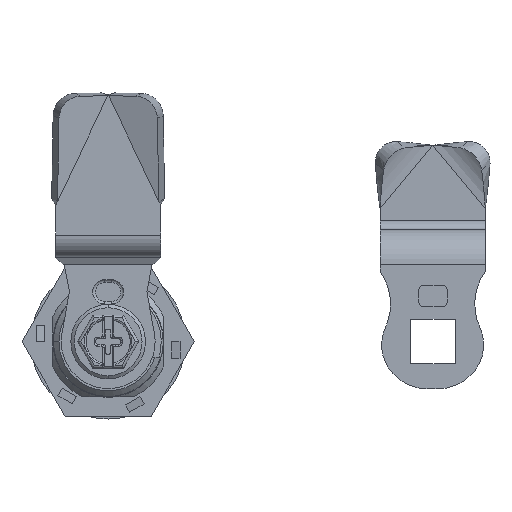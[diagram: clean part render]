
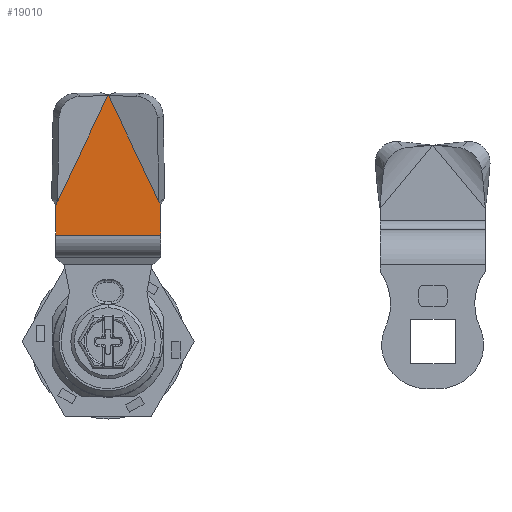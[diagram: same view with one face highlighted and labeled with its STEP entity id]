
A CAD part, front view. The second image highlights one B-rep face of the part: STEP entity #19010.
In plain terms, the highlighted planar face has unit normal (0, -1, 0).
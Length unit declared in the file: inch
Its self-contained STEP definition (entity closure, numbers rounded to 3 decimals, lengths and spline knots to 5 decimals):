
#600 = EDGE_CURVE ( 'NONE', #11039, #5115, #10987, .T. ) ;
#1775 = EDGE_CURVE ( 'NONE', #20347, #7588, #21310, .T. ) ;
#1824 = B_SPLINE_CURVE_WITH_KNOTS ( 'NONE', 3,
 ( #8283, #6933, #3059, #10608 ),
 .UNSPECIFIED., .F., .F.,
 ( 4, 4 ),
 ( 0., 1. ),
 .UNSPECIFIED. ) ;
#1838 = EDGE_CURVE ( 'NONE', #11039, #11030, #6788, .T. ) ;
#2313 = VERTEX_POINT ( 'NONE', #14847 ) ;
#2364 = DIRECTION ( 'NONE',  ( 0.429, 0., 0.903 ) ) ;
#3059 = CARTESIAN_POINT ( 'NONE',  ( -0.00104, -1.25874, 1.75575 ) ) ;
#3497 = CARTESIAN_POINT ( 'NONE',  ( 0.36055, -1.25874, 0.99876 ) ) ;
#3868 = CARTESIAN_POINT ( 'NONE',  ( -0.37405, -1.25874, 0.97047 ) ) ;
#4360 = DIRECTION ( 'NONE',  ( 0.429, 0., -0.903 ) ) ;
#4998 = ORIENTED_EDGE ( 'NONE', *, *, #1838, .T. ) ;
#5115 = VERTEX_POINT ( 'NONE', #15057 ) ;
#6242 = LINE ( 'NONE', #13692, #23443 ) ;
#6485 = VECTOR ( 'NONE', #2364, 39.37008 ) ;
#6552 = DIRECTION ( 'NONE',  ( -0.429, 0., 0.903 ) ) ;
#6675 = EDGE_CURVE ( 'NONE', #15599, #20347, #23006, .T. ) ;
#6788 = LINE ( 'NONE', #17466, #9746 ) ;
#6799 = CARTESIAN_POINT ( 'NONE',  ( 0.37398, -1.25874, 0.97047 ) ) ;
#6933 = CARTESIAN_POINT ( 'NONE',  ( -0.00205, -1.25874, 1.75362 ) ) ;
#7523 = CARTESIAN_POINT ( 'NONE',  ( -0.37405, -1.25874, 0.75919 ) ) ;
#7588 = VERTEX_POINT ( 'NONE', #19070 ) ;
#7717 = EDGE_CURVE ( 'NONE', #8278, #2313, #12339, .T. ) ;
#7781 = PLANE ( 'NONE',  #8295 ) ;
#8278 = VERTEX_POINT ( 'NONE', #7523 ) ;
#8281 = DIRECTION ( 'NONE',  ( 0.429, 0., 0.903 ) ) ;
#8283 = CARTESIAN_POINT ( 'NONE',  ( -0.00306, -1.25874, 1.75149 ) ) ;
#8295 = AXIS2_PLACEMENT_3D ( 'NONE', #15838, #10592, #14111 ) ;
#8782 = VECTOR ( 'NONE', #23345, 39.37008 ) ;
#9165 = DIRECTION ( 'NONE',  ( 0.429, 0., -0.903 ) ) ;
#9746 = VECTOR ( 'NONE', #6552, 39.37008 ) ;
#10038 = ORIENTED_EDGE ( 'NONE', *, *, #7717, .T. ) ;
#10140 = VERTEX_POINT ( 'NONE', #12625 ) ;
#10170 = VECTOR ( 'NONE', #10923, 39.37008 ) ;
#10370 = CARTESIAN_POINT ( 'NONE',  ( -0.37405, -1.25874, 0.75919 ) ) ;
#10592 = DIRECTION ( 'NONE',  ( 0., -1., 0. ) ) ;
#10608 = CARTESIAN_POINT ( 'NONE',  ( -0.00003, -1.25874, 1.75787 ) ) ;
#10915 = ORIENTED_EDGE ( 'NONE', *, *, #6675, .F. ) ;
#10923 = DIRECTION ( 'NONE',  ( 0., 0., 1. ) ) ;
#10948 = CARTESIAN_POINT ( 'NONE',  ( -0.36061, -1.25874, 0.99876 ) ) ;
#10987 = LINE ( 'NONE', #18462, #17956 ) ;
#11030 = VERTEX_POINT ( 'NONE', #12974 ) ;
#11039 = VERTEX_POINT ( 'NONE', #3497 ) ;
#12324 = DIRECTION ( 'NONE',  ( 0., 0., -1. ) ) ;
#12339 = LINE ( 'NONE', #10370, #8782 ) ;
#12625 = CARTESIAN_POINT ( 'NONE',  ( -0.00003, -1.25874, 1.75787 ) ) ;
#12784 = CARTESIAN_POINT ( 'NONE',  ( -0.37405, -1.25874, 0.75919 ) ) ;
#12974 = CARTESIAN_POINT ( 'NONE',  ( 0.003, -1.25874, 1.75149 ) ) ;
#13233 = EDGE_LOOP ( 'NONE', ( #21089, #16793, #4998, #23281, #24132, #20129, #10915, #17133, #10038 ) ) ;
#13460 = EDGE_CURVE ( 'NONE', #8278, #15599, #23897, .T. ) ;
#13692 = CARTESIAN_POINT ( 'NONE',  ( -0.00003, -1.25874, 1.75787 ) ) ;
#13994 = CARTESIAN_POINT ( 'NONE',  ( -0.36061, -1.25874, 0.99876 ) ) ;
#14111 = DIRECTION ( 'NONE',  ( 0., 0., -1. ) ) ;
#14737 = EDGE_CURVE ( 'NONE', #7588, #10140, #1824, .T. ) ;
#14847 = CARTESIAN_POINT ( 'NONE',  ( 0.37398, -1.25874, 0.75919 ) ) ;
#15057 = CARTESIAN_POINT ( 'NONE',  ( 0.37398, -1.25874, 0.97047 ) ) ;
#15599 = VERTEX_POINT ( 'NONE', #17476 ) ;
#15651 = EDGE_CURVE ( 'NONE', #5115, #2313, #23816, .T. ) ;
#15838 = CARTESIAN_POINT ( 'NONE',  ( -0.00003, -1.25874, -0.20287 ) ) ;
#15877 = VECTOR ( 'NONE', #12324, 39.37008 ) ;
#16793 = ORIENTED_EDGE ( 'NONE', *, *, #600, .F. ) ;
#17133 = ORIENTED_EDGE ( 'NONE', *, *, #13460, .F. ) ;
#17466 = CARTESIAN_POINT ( 'NONE',  ( 0.36055, -1.25874, 0.99876 ) ) ;
#17476 = CARTESIAN_POINT ( 'NONE',  ( -0.37405, -1.25874, 0.97047 ) ) ;
#17597 = EDGE_CURVE ( 'NONE', #10140, #11030, #6242, .T. ) ;
#17956 = VECTOR ( 'NONE', #9165, 39.37008 ) ;
#18462 = CARTESIAN_POINT ( 'NONE',  ( 0.36055, -1.25874, 0.99876 ) ) ;
#19010 = ADVANCED_FACE ( 'NONE', ( #22826 ), #7781, .T. ) ;
#19070 = CARTESIAN_POINT ( 'NONE',  ( -0.00306, -1.25874, 1.75149 ) ) ;
#20129 = ORIENTED_EDGE ( 'NONE', *, *, #1775, .F. ) ;
#20347 = VERTEX_POINT ( 'NONE', #10948 ) ;
#21089 = ORIENTED_EDGE ( 'NONE', *, *, #15651, .F. ) ;
#21310 = LINE ( 'NONE', #13994, #21881 ) ;
#21881 = VECTOR ( 'NONE', #8281, 39.37008 ) ;
#22826 = FACE_OUTER_BOUND ( 'NONE', #13233, .T. ) ;
#23006 = LINE ( 'NONE', #3868, #6485 ) ;
#23281 = ORIENTED_EDGE ( 'NONE', *, *, #17597, .F. ) ;
#23345 = DIRECTION ( 'NONE',  ( 1., 0., 0. ) ) ;
#23443 = VECTOR ( 'NONE', #4360, 39.37008 ) ;
#23816 = LINE ( 'NONE', #6799, #15877 ) ;
#23897 = LINE ( 'NONE', #12784, #10170 ) ;
#24132 = ORIENTED_EDGE ( 'NONE', *, *, #14737, .F. ) ;
